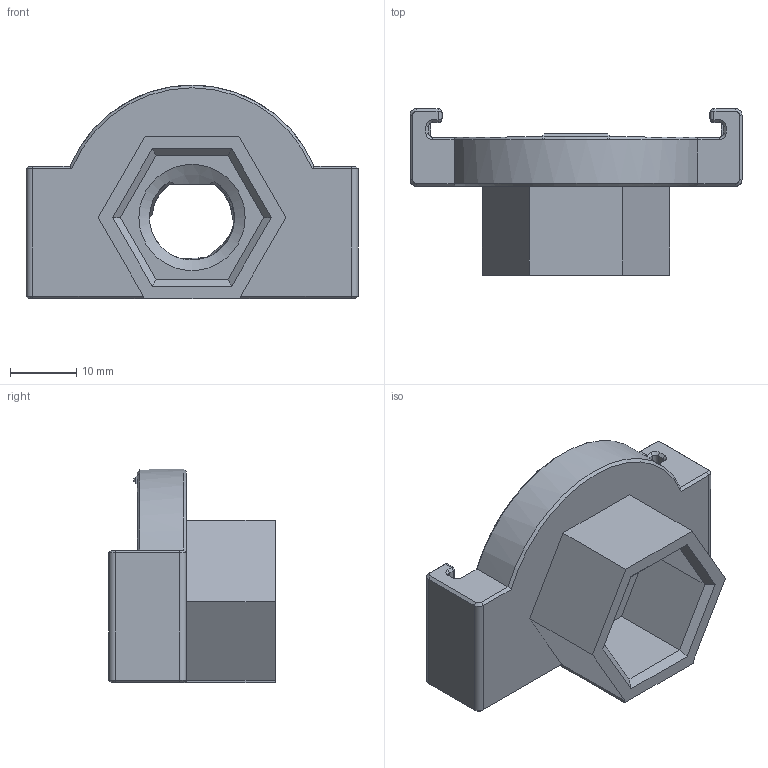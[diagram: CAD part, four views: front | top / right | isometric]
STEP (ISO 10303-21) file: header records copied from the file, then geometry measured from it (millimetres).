
FILE_DESCRIPTION(/* description */ (''),/* implementation_level */ '2;1');
FILE_NAME(/* name */ 'Dewey_rear_body_interface_LeeAdapter_Parametric.step',/* time_stamp */ '2026-01-27T00:29:09-07:00',/* author */ (''),/* organization */ (''),/* preprocessor_version */ 'ST-DEVELOPER v20.1',/* originating_system */ 'Autodesk Translation Framework v14.21.0.0',/* authorisation */ '');
FILE_SCHEMA (('AUTOMOTIVE_DESIGN { 1 0 10303 214 3 1 1 }'));
Length unit declared in the file: millimetre
Products named in the file (1): rear_body_interface
Bounding box: 50 x 25.1 x 32.18 mm (x, y, z)
Volume: 12274.8 mm3; surface area: 6197.7 mm2
Topology: 1 solids, 1 shells, 140 faces, 353 edges, 216 vertices
Faces by surface type: plane 79, cylinder 26, cone 21, bspline 14
Full cylindrical faces by diameter (mm): 16 x1
Entity records: 6721 total; most frequent: CARTESIAN_POINT 3495, ORIENTED_EDGE 706, DIRECTION 596, EDGE_CURVE 353, LINE 230, VECTOR 230, VERTEX_POINT 216, AXIS2_PLACEMENT_3D 183
